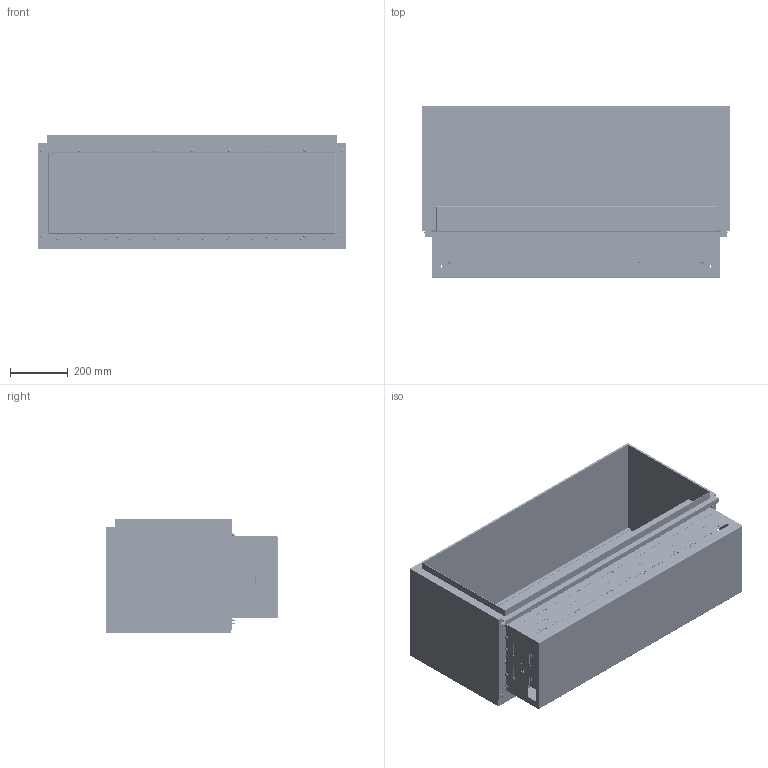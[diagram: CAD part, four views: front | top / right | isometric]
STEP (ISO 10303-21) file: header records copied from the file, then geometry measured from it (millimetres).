
FILE_DESCRIPTION (( 'STEP AP203' ), '1' );
FILE_NAME ('PJ00190-A-12.STEP', '2019-02-28T11:34:22', ( '' ), ( '' ), 'SwSTEP 2.0', 'SolidWorks 2019', '' );
FILE_SCHEMA (( 'CONFIG_CONTROL_DESIGN' ));
Length unit declared in the file: millimetre
Products named in the file (30): PT11535-A-IL; PT00589-A-A2; PT10935-B-AC_PT11196-B-AC; OP00051-A-XX_OP00051-A-02; PT10931-A-AC_PT10933-A-AC; PT00687-A-AC; AS04037-A-01_AS04057-A-01; PJ00190-A-12; PT10887-A-V3_PT11212-A-V3; PT00807-A-IF; PT10931-A-AC_PT10932-A-AC; PT11533-A-IL_PT11543-A-IL; PT01372-A-AC; PT07835-B-AC_PT07837-A-AC; AS04036-A-01_AS04053-A-01; PT11854-A-IF_PT11855-A-IF; PT07830-A-V3_PT07831-A-V3; AS04035-A-01_AS04061-A-01; PT11975-A-AC_PT11972-A-AC; PT10940-B-AC_PT11208-B-AC; PT07661-A-A2; PT07835-B-AC_PT07838-A-AC; PT10937-A-AC_PT11188-A-AC; PT10931-A-AC_PT11200-A-AC; PT10936-A-AC_PT11192-A-AC; PJ00153-O-03-C.EVO PLUS 600; PT10939-C-AC_PT11204-B-AC; PT00832-A-A2; PT11534-A-IL_PT11847-A-IL; PT10938-B-AC_PT10938-B-AC
Assembly tree (143 placements, depth 4):
  PJ00190-A-12
    AS04035-A-01_AS04061-A-01
      AS04036-A-01_AS04053-A-01
        PT10935-B-AC_PT11196-B-AC
        PT10937-A-AC_PT11188-A-AC
        PT10938-B-AC_PT10938-B-AC  x2
        PT10936-A-AC_PT11192-A-AC
        PT10931-A-AC_PT11200-A-AC  x2
        PT10931-A-AC_PT10932-A-AC  x6
        PT10931-A-AC_PT10933-A-AC  x2
        PT11975-A-AC_PT11972-A-AC
        PT01372-A-AC  x48
        PT00687-A-AC  x8
      AS04037-A-01_AS04057-A-01
        PT10939-C-AC_PT11204-B-AC
        PT10940-B-AC_PT11208-B-AC
        PT00832-A-A2  x5
        PT07661-A-A2  x5
        PT11854-A-IF_PT11855-A-IF
      PT11533-A-IL_PT11543-A-IL
      PT11534-A-IL_PT11847-A-IL
      PT11535-A-IL  x2
      PT07661-A-A2  x25
    OP00051-A-XX_OP00051-A-02
      PT07835-B-AC_PT07838-A-AC
      PT07830-A-V3_PT07831-A-V3
      PT07835-B-AC_PT07837-A-AC
      PT00589-A-A2  x12
      PT00807-A-IF  x8
    PT10887-A-V3_PT11212-A-V3
    PJ00153-O-03-C.EVO PLUS 600
Bounding box: 1064 x 594.5 x 392 mm (x, y, z)
Volume: 42458350.6 mm3; surface area: 11354144.6 mm2
Topology: 219 solids, 219 shells, 7713 faces, 21083 edges, 13851 vertices
Faces by surface type: plane 4330, cylinder 3087, cone 162, bspline 55, torus 48, sphere 31
Full cylindrical faces by diameter (mm): 2 x1, 3.3 x13, 3.5 x6, 3.7 x4, 4 x158, 4.1 x1, 4.2 x14, 4.3 x25, 4.5 x17, 5 x43, 5.3 x15, 5.5 x2, 6 x16, 6.1 x3, 6.4 x5, 6.5 x101, 6.7 x4, 6.9 x1, 7 x20, 8 x15, 10 x34, 10.2 x2, 11 x2, 12 x1, 13 x2, 20 x2, 25 x1, 27.3 x1, 30 x1, 32.5 x1
Entity records: 205660 total; most frequent: CARTESIAN_POINT 37094, DIRECTION 34022, ORIENTED_EDGE 33242, EDGE_CURVE 16621, AXIS2_PLACEMENT_3D 11393, VECTOR 11236, LINE 11236, VERTEX_POINT 11108
